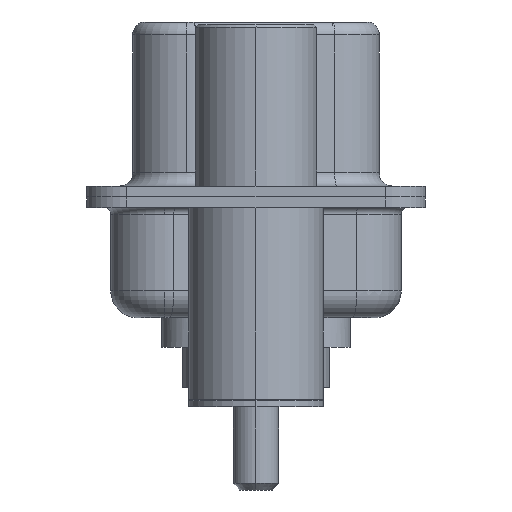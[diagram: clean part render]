
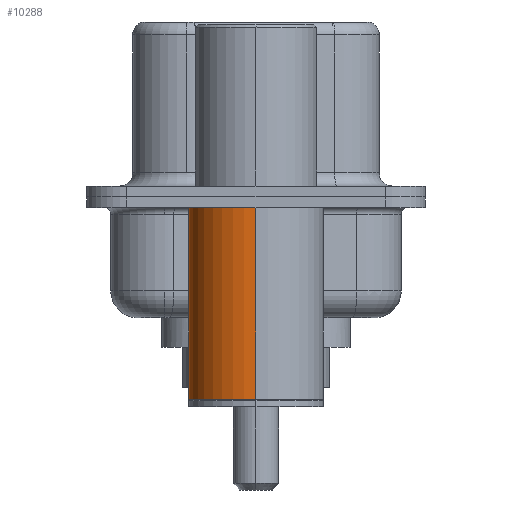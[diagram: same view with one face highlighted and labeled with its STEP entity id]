
A CAD part, left-side view. The second image highlights one B-rep face of the part: STEP entity #10288.
In plain terms, the highlighted cylindrical face has radius 2.5 mm (diameter 5 mm), a partial arc.
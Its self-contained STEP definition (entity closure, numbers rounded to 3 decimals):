
#478 = AXIS2_PLACEMENT_3D ( 'NONE', #19028, #15486, #16907 ) ;
#1333 = VERTEX_POINT ( 'NONE', #14120 ) ;
#1738 = FACE_OUTER_BOUND ( 'NONE', #11946, .T. ) ;
#1896 = AXIS2_PLACEMENT_3D ( 'NONE', #9940, #11541, #6334 ) ;
#1908 = CARTESIAN_POINT ( 'NONE',  ( 2.5, 0., -7.525 ) ) ;
#2194 = CIRCLE ( 'NONE', #1896, 2.5 ) ;
#2846 = ORIENTED_EDGE ( 'NONE', *, *, #10621, .T. ) ;
#3053 = VECTOR ( 'NONE', #14980, 1000. ) ;
#3265 = CARTESIAN_POINT ( 'NONE',  ( -2.5, 0., -7.525 ) ) ;
#4557 = ORIENTED_EDGE ( 'NONE', *, *, #21710, .F. ) ;
#4683 = EDGE_CURVE ( 'NONE', #22801, #22783, #7762, .T. ) ;
#5073 = CIRCLE ( 'NONE', #478, 2.5 ) ;
#5578 = ORIENTED_EDGE ( 'NONE', *, *, #22819, .T. ) ;
#6334 = DIRECTION ( 'NONE',  ( 1., 0., 0. ) ) ;
#7762 = LINE ( 'NONE', #9302, #3053 ) ;
#9260 = CYLINDRICAL_SURFACE ( 'NONE', #11373, 2.5 ) ;
#9302 = CARTESIAN_POINT ( 'NONE',  ( 2.5, 0., 0.581 ) ) ;
#9940 = CARTESIAN_POINT ( 'NONE',  ( 0., 0., -0.4 ) ) ;
#10288 = ADVANCED_FACE ( 'NONE', ( #1738 ), #9260, .T. ) ;
#10614 = VERTEX_POINT ( 'NONE', #3265 ) ;
#10621 = EDGE_CURVE ( 'NONE', #22801, #10614, #5073, .T. ) ;
#11373 = AXIS2_PLACEMENT_3D ( 'NONE', #15157, #15229, #14911 ) ;
#11541 = DIRECTION ( 'NONE',  ( 0., 0., 1. ) ) ;
#11635 = VECTOR ( 'NONE', #16067, 1000. ) ;
#11946 = EDGE_LOOP ( 'NONE', ( #2846, #5578, #4557, #17771 ) ) ;
#14120 = CARTESIAN_POINT ( 'NONE',  ( -2.5, 0., -0.4 ) ) ;
#14676 = LINE ( 'NONE', #17588, #11635 ) ;
#14911 = DIRECTION ( 'NONE',  ( 1., 0., 0. ) ) ;
#14980 = DIRECTION ( 'NONE',  ( 0., 0., 1. ) ) ;
#15157 = CARTESIAN_POINT ( 'NONE',  ( 0., 0., 0.581 ) ) ;
#15229 = DIRECTION ( 'NONE',  ( 0., 0., 1. ) ) ;
#15486 = DIRECTION ( 'NONE',  ( 0., 0., 1. ) ) ;
#16067 = DIRECTION ( 'NONE',  ( 0., 0., 1. ) ) ;
#16095 = CARTESIAN_POINT ( 'NONE',  ( 2.5, 0., -0.4 ) ) ;
#16907 = DIRECTION ( 'NONE',  ( 1., 0., 0. ) ) ;
#17588 = CARTESIAN_POINT ( 'NONE',  ( -2.5, 0., 0.581 ) ) ;
#17771 = ORIENTED_EDGE ( 'NONE', *, *, #4683, .F. ) ;
#19028 = CARTESIAN_POINT ( 'NONE',  ( 0., 0., -7.525 ) ) ;
#21710 = EDGE_CURVE ( 'NONE', #22783, #1333, #2194, .T. ) ;
#22783 = VERTEX_POINT ( 'NONE', #16095 ) ;
#22801 = VERTEX_POINT ( 'NONE', #1908 ) ;
#22819 = EDGE_CURVE ( 'NONE', #10614, #1333, #14676, .T. ) ;
